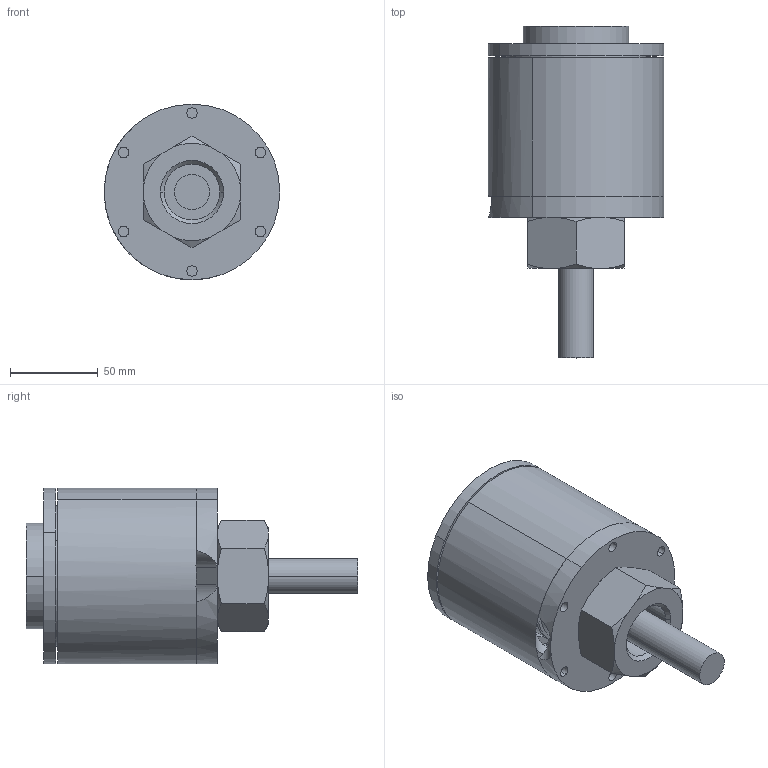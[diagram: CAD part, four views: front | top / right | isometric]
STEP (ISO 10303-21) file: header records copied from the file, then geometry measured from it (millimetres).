
FILE_DESCRIPTION(/* description */ ('VariCAD 2021-1.02 AP-214'),/* implementation_level */ '2;1');
FILE_NAME(/* name */ '02_160122_Alt-Grinder_2.stp',/* time_stamp */ '2021-09-04T10:59:20+02:00',/* author */ (''),/* organization */ (''),/* preprocessor_version */ 'VariCAD 2021-1.02',/* originating_system */ 'VariCAD 2021-1.02; kernel version (20180118)',/* authorisation */ '');
FILE_SCHEMA(('AUTOMOTIVE_DESIGN'));
Length unit declared in the file: millimetre
Products named in the file (50): 02_160122_Alt-Grinder_2; Nut M36
Assembly tree (49 placements, depth 2):
  02_160122_Alt-Grinder_2
    (unnamed)
    (unnamed)
    (unnamed)
    (unnamed)
    (unnamed)
    (unnamed)
    (unnamed)
    (unnamed)
    (unnamed)
    (unnamed)
    (unnamed)
    (unnamed)
    (unnamed)
    (unnamed)
    (unnamed)
    (unnamed)
    (unnamed)
    (unnamed)
    (unnamed)
    (unnamed)
    (unnamed)
    (unnamed)
    (unnamed)
    (unnamed)
    (unnamed)
    (unnamed)
    (unnamed)
    (unnamed)
    (unnamed)
    (unnamed)
    (unnamed)
    (unnamed)
    (unnamed)
    (unnamed)
    (unnamed)
    (unnamed)
    (unnamed)
    (unnamed)
    (unnamed)
    (unnamed)
    Nut M36
    (unnamed)
    (unnamed)
    (unnamed)
    (unnamed)
    (unnamed)
    (unnamed)
    (unnamed)
    (unnamed)
Bounding box: 100 x 189 x 100 mm (x, y, z)
Volume: 668403.9 mm3; surface area: 205230 mm2
Topology: 49 solids, 49 shells, 455 faces, 1064 edges, 592 vertices
Faces by surface type: cylinder 183, sphere 144, plane 68, cone 36, torus 24
Entity records: 16191 total; most frequent: DIRECTION 2702, CARTESIAN_POINT 2567, ORIENTED_EDGE 1840, AXIS2_PLACEMENT_3D 1237, EDGE_CURVE 920, CIRCLE 634, VERTEX_POINT 592, EDGE_LOOP 556
